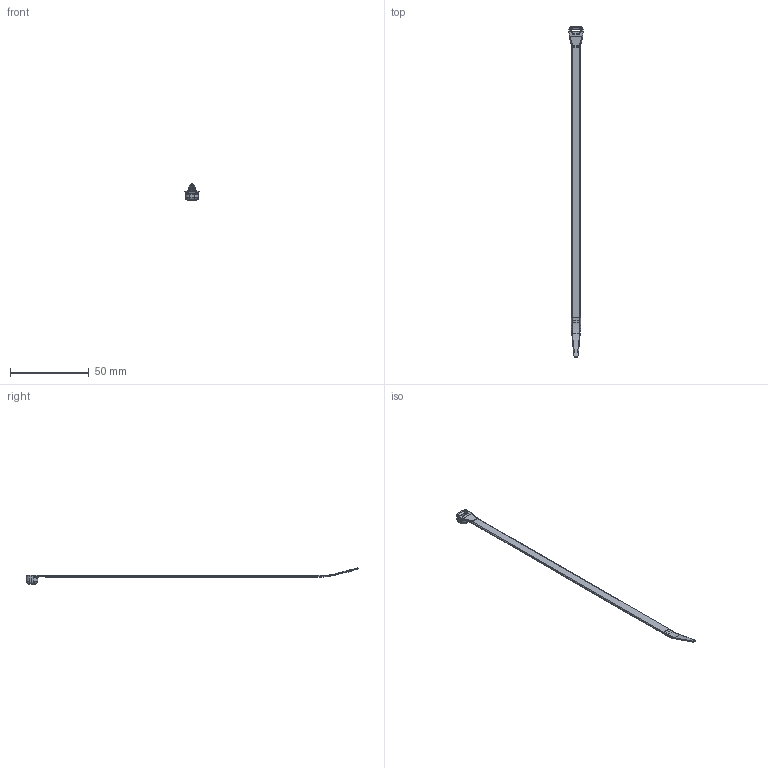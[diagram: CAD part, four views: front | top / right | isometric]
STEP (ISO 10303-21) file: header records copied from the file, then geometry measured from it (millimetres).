
FILE_DESCRIPTION(/* description */ (''),/* implementation_level */ '2;1');
FILE_NAME(/* name */ 'PANDUIT_SG200S.stp',/* time_stamp */ '2018-03-29T16:01:01-05:00',/* author */ (''),/* organization */ (''),/* preprocessor_version */ 'ST-DEVELOPER v16',/* originating_system */ 'SIEMENS PLM Software NX 10.0',/* authorisation */ '');
FILE_SCHEMA (('AP203_CONFIGURATION_CONTROLLED_3D_DESIGN_OF_MECHANICAL_PARTS_AND_ASSEMBLIES_MIM_LF { 1 0 10303 403 2 1 2}'));
Length unit declared in the file: inch
Products named in the file (1): BWG55680D2Fczsa
Bounding box: 8.94 x 210.49 x 10.23 mm (x, y, z)
Volume: 1474.3 mm3; surface area: 2892 mm2
Topology: 1 solids, 1 shells, 293 faces, 732 edges, 443 vertices
Faces by surface type: plane 108, bspline 88, cylinder 74, torus 15, cone 6, extrusion 2
Entity records: 10047 total; most frequent: CARTESIAN_POINT 3564, ORIENTED_EDGE 1460, DIRECTION 1187, EDGE_CURVE 730, VERTEX_POINT 443, AXIS2_PLACEMENT_3D 429, VECTOR 329, LINE 327
